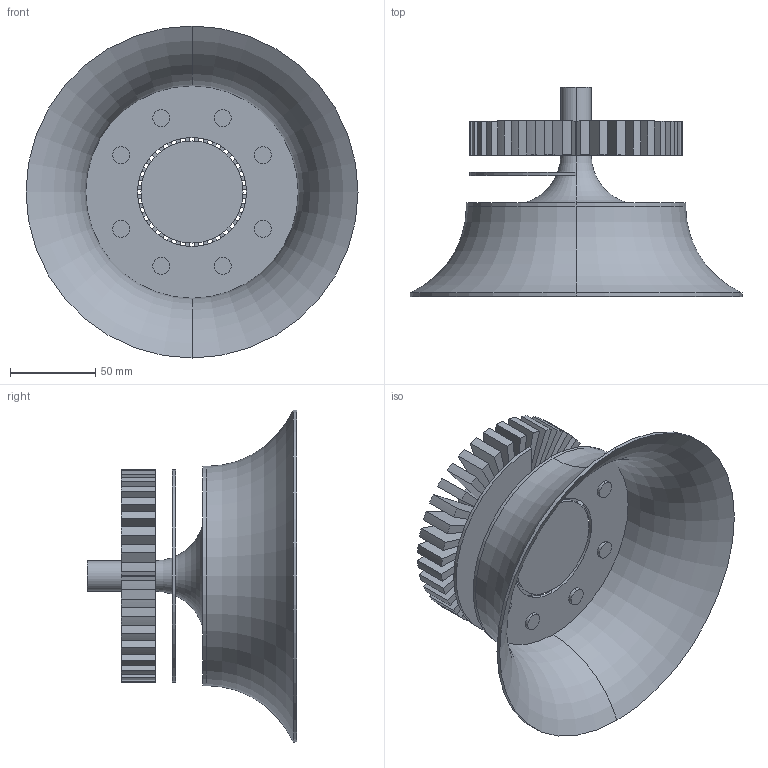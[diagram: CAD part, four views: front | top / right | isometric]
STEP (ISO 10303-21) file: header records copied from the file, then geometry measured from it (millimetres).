
FILE_DESCRIPTION (( 'STEP AP214' ), '1' );
FILE_NAME ('錨璃1.STEP', '2015-04-07T08:10:39', ( '' ), ( '' ), 'SwSTEP 2.0', 'SolidWorks 2014', '' );
FILE_SCHEMA (( 'AUTOMOTIVE_DESIGN' ));
Length unit declared in the file: millimetre
Products named in the file (1): 錨璃1
Bounding box: 195 x 123.11 x 195 mm (x, y, z)
Volume: 240249.4 mm3; surface area: 199071 mm2
Topology: 39 solids, 39 shells, 269 faces, 536 edges, 354 vertices
Faces by surface type: plane 161, cylinder 102, torus 6
Entity records: 7382 total; most frequent: DIRECTION 1288, CARTESIAN_POINT 1160, ORIENTED_EDGE 1072, EDGE_CURVE 536, AXIS2_PLACEMENT_3D 482, VERTEX_POINT 354, VECTOR 324, LINE 324
